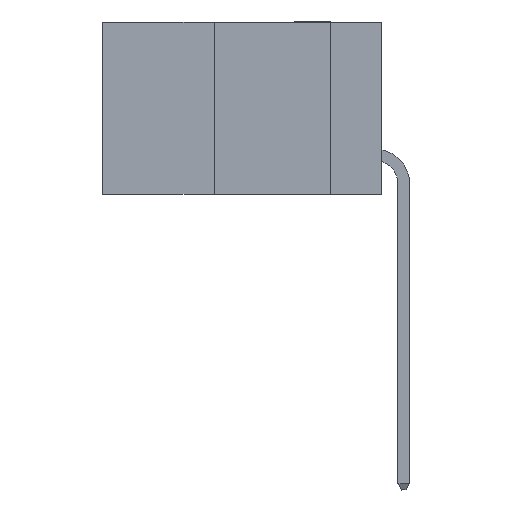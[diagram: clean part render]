
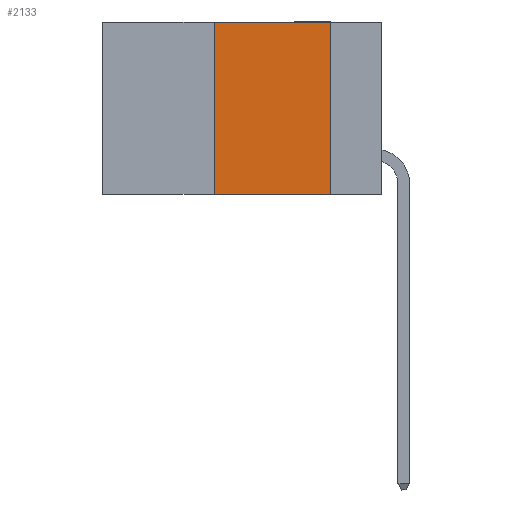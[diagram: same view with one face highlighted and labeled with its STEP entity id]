
A CAD part, left-side view. The second image highlights one B-rep face of the part: STEP entity #2133.
In plain terms, the highlighted planar face has unit normal (-1, 0, 0).
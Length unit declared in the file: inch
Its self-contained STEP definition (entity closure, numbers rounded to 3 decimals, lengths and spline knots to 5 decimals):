
#338 = EDGE_LOOP ( 'NONE', ( #1657, #7147, #10219, #3333 ) ) ;
#715 = CARTESIAN_POINT ( 'NONE',  ( 0., 0.6, 0. ) ) ;
#1571 = DIRECTION ( 'NONE',  ( 0., -1., 0. ) ) ;
#1657 = ORIENTED_EDGE ( 'NONE', *, *, #8664, .F. ) ;
#2039 = CARTESIAN_POINT ( 'NONE',  ( 0., 0.11, -0.37 ) ) ;
#2133 = ADVANCED_FACE ( 'NONE', ( #5651 ), #11217, .F. ) ;
#2145 = DIRECTION ( 'NONE',  ( 0., 0., 1. ) ) ;
#2162 = EDGE_CURVE ( 'NONE', #8327, #9492, #4011, .T. ) ;
#2352 = VECTOR ( 'NONE', #1571, 39.37008 ) ;
#2777 = DIRECTION ( 'NONE',  ( 0., 0., -1. ) ) ;
#3333 = ORIENTED_EDGE ( 'NONE', *, *, #6164, .T. ) ;
#3883 = VECTOR ( 'NONE', #8302, 39.37008 ) ;
#4010 = CARTESIAN_POINT ( 'NONE',  ( 0., 0.6, -0.37 ) ) ;
#4011 = LINE ( 'NONE', #715, #2352 ) ;
#4095 = CARTESIAN_POINT ( 'NONE',  ( 0., 0.36, 0. ) ) ;
#4185 = CARTESIAN_POINT ( 'NONE',  ( 0., 0.36, -0.37 ) ) ;
#4936 = VECTOR ( 'NONE', #2145, 39.37008 ) ;
#5067 = LINE ( 'NONE', #8278, #4936 ) ;
#5180 = CARTESIAN_POINT ( 'NONE',  ( 0., 0.6, 0. ) ) ;
#5471 = AXIS2_PLACEMENT_3D ( 'NONE', #5180, #8632, #5986 ) ;
#5651 = FACE_OUTER_BOUND ( 'NONE', #338, .T. ) ;
#5986 = DIRECTION ( 'NONE',  ( 0., 0., -1. ) ) ;
#6164 = EDGE_CURVE ( 'NONE', #9032, #10105, #10599, .T. ) ;
#7147 = ORIENTED_EDGE ( 'NONE', *, *, #2162, .F. ) ;
#7547 = EDGE_CURVE ( 'NONE', #9032, #8327, #5067, .T. ) ;
#8020 = CARTESIAN_POINT ( 'NONE',  ( 0., 0.11, 0. ) ) ;
#8278 = CARTESIAN_POINT ( 'NONE',  ( 0., 0.36, 0. ) ) ;
#8302 = DIRECTION ( 'NONE',  ( 0., -1., 0. ) ) ;
#8327 = VERTEX_POINT ( 'NONE', #4095 ) ;
#8632 = DIRECTION ( 'NONE',  ( 1., 0., 0. ) ) ;
#8664 = EDGE_CURVE ( 'NONE', #9492, #10105, #9740, .T. ) ;
#9032 = VERTEX_POINT ( 'NONE', #4185 ) ;
#9492 = VERTEX_POINT ( 'NONE', #11054 ) ;
#9740 = LINE ( 'NONE', #8020, #10543 ) ;
#10105 = VERTEX_POINT ( 'NONE', #2039 ) ;
#10219 = ORIENTED_EDGE ( 'NONE', *, *, #7547, .F. ) ;
#10543 = VECTOR ( 'NONE', #2777, 39.37008 ) ;
#10599 = LINE ( 'NONE', #4010, #3883 ) ;
#11054 = CARTESIAN_POINT ( 'NONE',  ( 0., 0.11, 0. ) ) ;
#11217 = PLANE ( 'NONE',  #5471 ) ;
